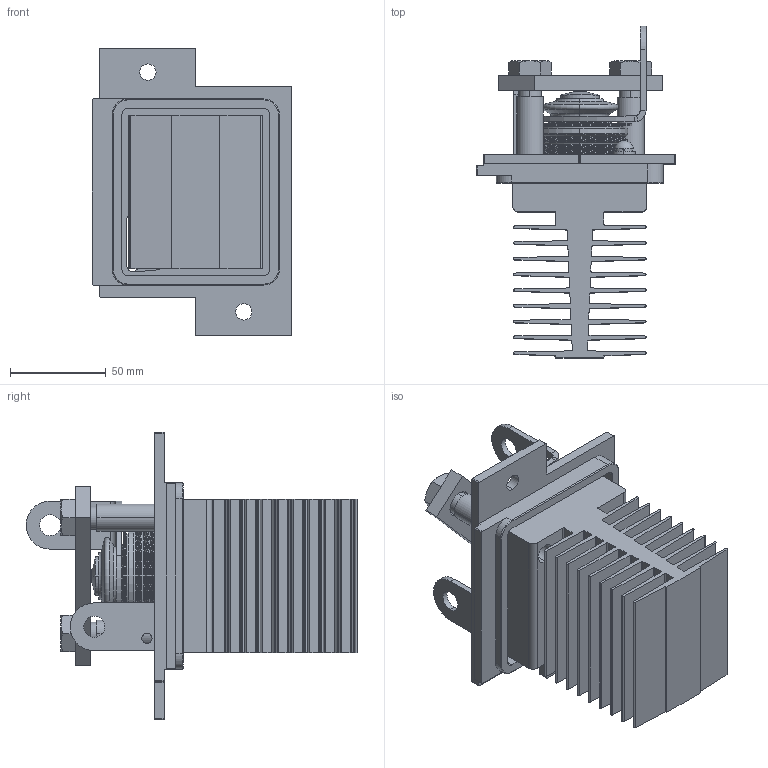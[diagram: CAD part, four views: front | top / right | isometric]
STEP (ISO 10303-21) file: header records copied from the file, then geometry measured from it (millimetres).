
FILE_DESCRIPTION (( 'STEP AP214' ), '1' );
FILE_NAME ('O232-D.STEP', '2021-02-19T06:33:03', ( '' ), ( '' ), 'SwSTEP 2.0', 'SolidWorks 2018', '' );
FILE_SCHEMA (( 'AUTOMOTIVE_DESIGN' ));
Length unit declared in the file: millimetre
Products named in the file (1): O232-D
Bounding box: 104 x 172.93 x 150 mm (x, y, z)
Volume: 444628.7 mm3; surface area: 206730.9 mm2
Topology: 25 solids, 25 shells, 558 faces, 1334 edges, 842 vertices
Faces by surface type: cylinder 240, plane 188, torus 62, cone 58, sphere 6, bspline 4
Entity records: 22920 total; most frequent: DIRECTION 3078, CARTESIAN_POINT 2965, ORIENTED_EDGE 2664, EDGE_CURVE 1332, AXIS2_PLACEMENT_3D 1239, VERTEX_POINT 842, CIRCLE 684, EDGE_LOOP 636
